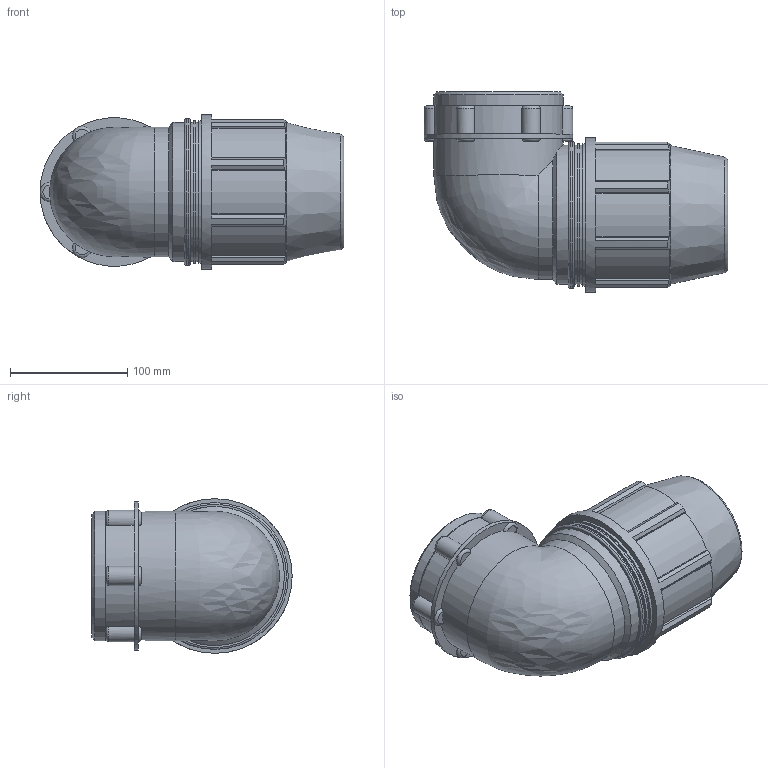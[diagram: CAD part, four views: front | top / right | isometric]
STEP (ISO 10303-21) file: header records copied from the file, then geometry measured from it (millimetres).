
FILE_DESCRIPTION(/* description */ ('PLASSON 90° ELBOW FEMALE ADAPTOR 75-3"'),/* implementation_level */ '2;1');
FILE_NAME(/* name */ '871500075030_181500075030_841506075030.ipt.stp',/* time_stamp */ '2018-03-25T20:11:05+03:00',/* author */ ('KIM'),/* organization */ (''),/* preprocessor_version */ 'ST-DEVELOPER v15.6',/* originating_system */ 'Autodesk Inventor 2015',/* authorisation */ '');
FILE_SCHEMA (('AUTOMOTIVE_DESIGN { 1 0 10303 214 3 1 1 }'));
Length unit declared in the file: millimetre
Products named in the file (1): 871500075030_181500075030_841506075030
Bounding box: 259.48 x 171 x 132 mm (x, y, z)
Volume: 1699011.3 mm3; surface area: 201911.2 mm2
Topology: 1 solids, 1 shells, 138 faces, 358 edges, 229 vertices
Faces by surface type: plane 71, cylinder 42, torus 15, cone 8, bspline 2
Full cylindrical faces by diameter (mm): 59.448 x1, 75 x1, 76.433 x1, 84.926 x1, 110.404 x2, 118.8 x3, 121.638 x2, 125.4 x1, 126.964 x1, 132 x1
Entity records: 4358 total; most frequent: CARTESIAN_POINT 1069, DIRECTION 714, ORIENTED_EDGE 650, EDGE_CURVE 325, AXIS2_PLACEMENT_3D 296, VERTEX_POINT 223, EDGE_LOOP 174, CIRCLE 155
